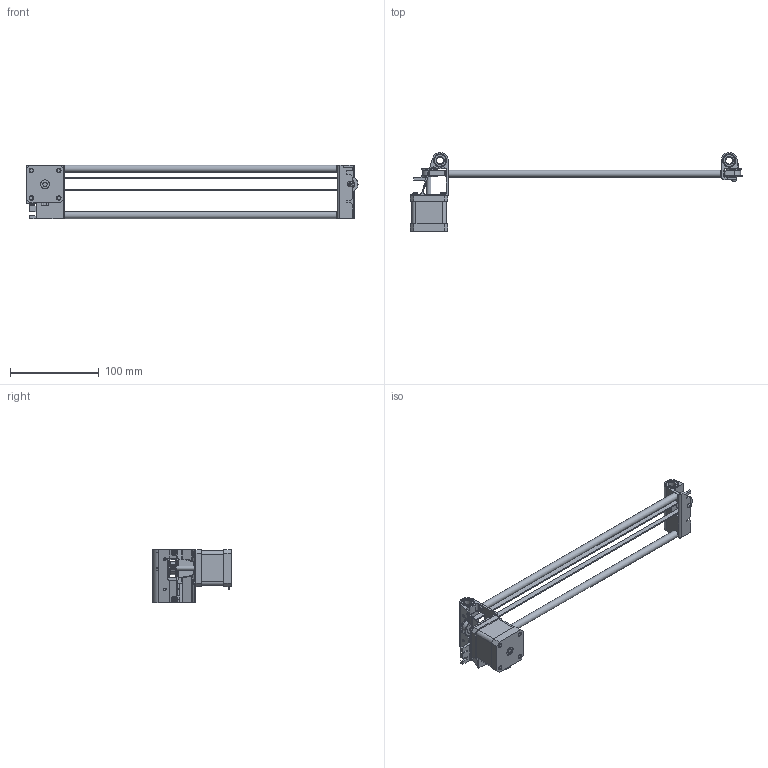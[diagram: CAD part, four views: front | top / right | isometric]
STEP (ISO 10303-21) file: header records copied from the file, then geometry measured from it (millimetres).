
FILE_DESCRIPTION(/* description */ (''),/* implementation_level */ '2;1');
FILE_NAME(/* name */ 'y-axis.stp',/* time_stamp */ '2020-11-19T20:31:16+03:00',/* author */ ('Max'),/* organization */ (''),/* preprocessor_version */ 'ST-DEVELOPER v16.5',/* originating_system */ 'Autodesk Inventor 2017',/* authorisation */ '');
FILE_SCHEMA (('AUTOMOTIVE_DESIGN { 1 0 10303 214 3 1 1 }'));
Length unit declared in the file: millimetre
Products named in the file (10): Сборка1; лЕВАЯ  \X2\041A0410042004150422
  Y; 42-34 motor; Шкив 2GT с \X2\043F043E
 5мм; лЕВАЯ  \X2\041A0410042004150422
  Y_1; линейный \X2\043F043E0434
 8х15х24; вал 8мм \X2\043E0441044C
\X0\ x; Шкив 2GT с \X2\043F043E
 5мм_1; винт м4; ремень оси 
x
Assembly tree (21 placements, depth 2):
  Сборка1
    линейный \X2\043F043E0434
 8х15х24  x4
    лЕВАЯ  \X2\041A0410042004150422
  Y
    42-34 motor
    винт м4  x9
    Шкив 2GT с \X2\043F043E
 5мм
    лЕВАЯ  \X2\041A0410042004150422
  Y_1
    вал 8мм \X2\043E0441044C
\X0\ x  x2
    Шкив 2GT с \X2\043F043E
 5мм_1
    ремень оси 
x
Bounding box: 374.38 x 88.98 x 60.29 mm (x, y, z)
Volume: 141620.2 mm3; surface area: 79628.9 mm2
Topology: 34 solids, 38 shells, 746 faces, 1761 edges, 1174 vertices
Faces by surface type: plane 346, cylinder 266, bspline 78, cone 38, torus 18
Full cylindrical faces by diameter (mm): 2 x2, 2.259 x18, 3 x31, 3.8 x2, 4 x4, 5 x6, 5.75 x9, 6 x2, 7 x1, 8 x6, 9.2 x2, 10 x3, 12 x1, 13 x8, 14 x8, 15 x14, 18 x4, 22 x2, 33 x1
Entity records: 29891 total; most frequent: CARTESIAN_POINT 18156, DIRECTION 2371, ORIENTED_EDGE 2170, EDGE_CURVE 1082, AXIS2_PLACEMENT_3D 916, VERTEX_POINT 771, EDGE_LOOP 663, LINE 539
